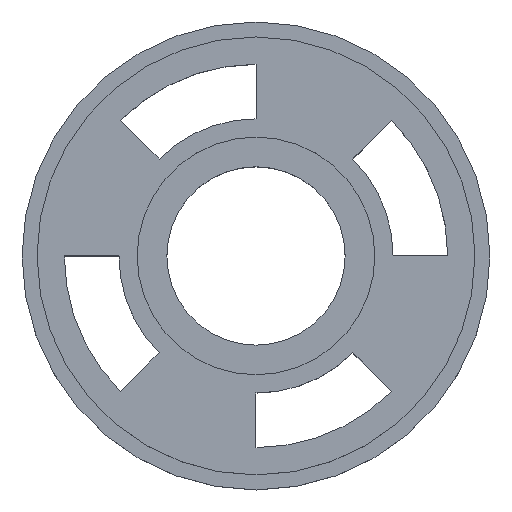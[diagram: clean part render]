
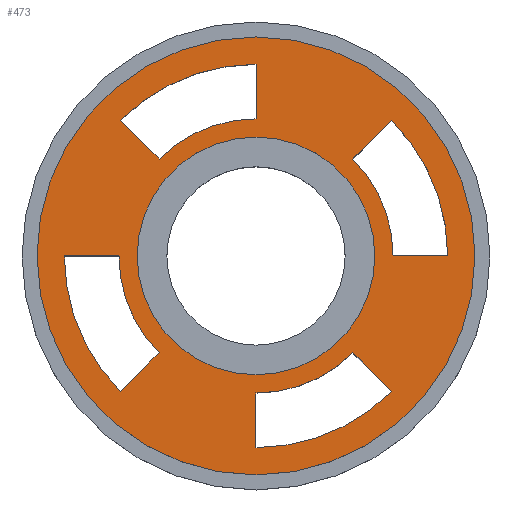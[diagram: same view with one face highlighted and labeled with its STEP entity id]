
A CAD part, top view. The second image highlights one B-rep face of the part: STEP entity #473.
In plain terms, the highlighted planar face has unit normal (0, 0, 1).
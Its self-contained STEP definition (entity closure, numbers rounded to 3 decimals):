
#18=FACE_BOUND('',#96,.T.);
#19=FACE_BOUND('',#97,.T.);
#20=FACE_BOUND('',#98,.T.);
#21=FACE_BOUND('',#99,.T.);
#22=FACE_BOUND('',#100,.T.);
#39=PLANE('',#546);
#66=FACE_OUTER_BOUND('',#95,.T.);
#95=EDGE_LOOP('',(#401));
#96=EDGE_LOOP('',(#402));
#97=EDGE_LOOP('',(#403,#404,#405,#406));
#98=EDGE_LOOP('',(#407,#408,#409,#410));
#99=EDGE_LOOP('',(#411,#412,#413,#414));
#100=EDGE_LOOP('',(#415,#416,#417,#418));
#113=LINE('',#730,#149);
#116=LINE('',#734,#152);
#121=LINE('',#754,#157);
#124=LINE('',#758,#160);
#129=LINE('',#778,#165);
#132=LINE('',#782,#168);
#137=LINE('',#803,#173);
#140=LINE('',#807,#176);
#149=VECTOR('',#590,1.);
#152=VECTOR('',#595,1.);
#157=VECTOR('',#614,1.);
#160=VECTOR('',#619,1.);
#165=VECTOR('',#638,1.);
#168=VECTOR('',#643,1.);
#173=VECTOR('',#664,1.);
#176=VECTOR('',#669,1.);
#179=CIRCLE('',#496,11.1);
#187=CIRCLE('',#507,12.799);
#188=CIRCLE('',#509,17.898);
#191=CIRCLE('',#515,12.799);
#192=CIRCLE('',#517,17.898);
#195=CIRCLE('',#523,12.799);
#196=CIRCLE('',#525,17.898);
#199=CIRCLE('',#532,12.799);
#200=CIRCLE('',#534,17.898);
#203=CIRCLE('',#540,20.447);
#206=VERTEX_POINT('',#694);
#213=VERTEX_POINT('',#713);
#215=VERTEX_POINT('',#717);
#216=VERTEX_POINT('',#721);
#218=VERTEX_POINT('',#724);
#221=VERTEX_POINT('',#737);
#223=VERTEX_POINT('',#741);
#224=VERTEX_POINT('',#745);
#226=VERTEX_POINT('',#748);
#229=VERTEX_POINT('',#761);
#231=VERTEX_POINT('',#765);
#232=VERTEX_POINT('',#769);
#234=VERTEX_POINT('',#772);
#237=VERTEX_POINT('',#786);
#239=VERTEX_POINT('',#790);
#240=VERTEX_POINT('',#794);
#242=VERTEX_POINT('',#797);
#245=VERTEX_POINT('',#811);
#248=EDGE_CURVE('',#206,#206,#179,.T.);
#260=EDGE_CURVE('',#213,#215,#187,.T.);
#262=EDGE_CURVE('',#218,#216,#188,.T.);
#265=EDGE_CURVE('',#215,#218,#113,.T.);
#268=EDGE_CURVE('',#216,#213,#116,.T.);
#272=EDGE_CURVE('',#221,#223,#191,.T.);
#274=EDGE_CURVE('',#226,#224,#192,.T.);
#277=EDGE_CURVE('',#223,#226,#121,.T.);
#280=EDGE_CURVE('',#224,#221,#124,.T.);
#284=EDGE_CURVE('',#229,#231,#195,.T.);
#286=EDGE_CURVE('',#234,#232,#196,.T.);
#289=EDGE_CURVE('',#231,#234,#129,.T.);
#292=EDGE_CURVE('',#232,#229,#132,.T.);
#296=EDGE_CURVE('',#237,#239,#199,.T.);
#298=EDGE_CURVE('',#242,#240,#200,.T.);
#301=EDGE_CURVE('',#239,#242,#137,.T.);
#304=EDGE_CURVE('',#240,#237,#140,.T.);
#307=EDGE_CURVE('',#245,#245,#203,.T.);
#401=ORIENTED_EDGE('',*,*,#307,.T.);
#402=ORIENTED_EDGE('',*,*,#248,.T.);
#403=ORIENTED_EDGE('',*,*,#262,.T.);
#404=ORIENTED_EDGE('',*,*,#268,.T.);
#405=ORIENTED_EDGE('',*,*,#260,.T.);
#406=ORIENTED_EDGE('',*,*,#265,.T.);
#407=ORIENTED_EDGE('',*,*,#274,.T.);
#408=ORIENTED_EDGE('',*,*,#280,.T.);
#409=ORIENTED_EDGE('',*,*,#272,.T.);
#410=ORIENTED_EDGE('',*,*,#277,.T.);
#411=ORIENTED_EDGE('',*,*,#286,.T.);
#412=ORIENTED_EDGE('',*,*,#292,.T.);
#413=ORIENTED_EDGE('',*,*,#284,.T.);
#414=ORIENTED_EDGE('',*,*,#289,.T.);
#415=ORIENTED_EDGE('',*,*,#298,.T.);
#416=ORIENTED_EDGE('',*,*,#304,.T.);
#417=ORIENTED_EDGE('',*,*,#296,.T.);
#418=ORIENTED_EDGE('',*,*,#301,.T.);
#473=ADVANCED_FACE('',(#66,#18,#19,#20,#21,#22),#39,.T.);
#496=AXIS2_PLACEMENT_3D('',#695,#552,#553);
#507=AXIS2_PLACEMENT_3D('',#719,#578,#579);
#509=AXIS2_PLACEMENT_3D('',#725,#583,#584);
#515=AXIS2_PLACEMENT_3D('',#743,#602,#603);
#517=AXIS2_PLACEMENT_3D('',#749,#607,#608);
#523=AXIS2_PLACEMENT_3D('',#767,#626,#627);
#525=AXIS2_PLACEMENT_3D('',#773,#631,#632);
#532=AXIS2_PLACEMENT_3D('',#792,#652,#653);
#534=AXIS2_PLACEMENT_3D('',#798,#657,#658);
#540=AXIS2_PLACEMENT_3D('',#813,#675,#676);
#546=AXIS2_PLACEMENT_3D('',#822,#688,#689);
#552=DIRECTION('center_axis',(0.,0.,-1.));
#553=DIRECTION('ref_axis',(-1.,0.,0.));
#578=DIRECTION('center_axis',(0.,0.,1.));
#579=DIRECTION('ref_axis',(0.,-1.,0.));
#583=DIRECTION('center_axis',(0.,0.,-1.));
#584=DIRECTION('ref_axis',(0.,-1.,0.));
#590=DIRECTION('',(0.707,-0.707,0.));
#595=DIRECTION('',(0.,1.,0.));
#602=DIRECTION('center_axis',(0.,0.,1.));
#603=DIRECTION('ref_axis',(-1.,0.,0.));
#607=DIRECTION('center_axis',(0.,0.,-1.));
#608=DIRECTION('ref_axis',(-1.,0.,0.));
#614=DIRECTION('',(-0.707,-0.707,0.));
#619=DIRECTION('',(1.,0.,0.));
#626=DIRECTION('center_axis',(0.,0.,1.));
#627=DIRECTION('ref_axis',(0.,1.,0.));
#631=DIRECTION('center_axis',(0.,0.,-1.));
#632=DIRECTION('ref_axis',(0.,1.,0.));
#638=DIRECTION('',(-0.707,0.707,0.));
#643=DIRECTION('',(0.,-1.,0.));
#652=DIRECTION('center_axis',(0.,0.,1.));
#653=DIRECTION('ref_axis',(1.,0.,0.));
#657=DIRECTION('center_axis',(0.,0.,-1.));
#658=DIRECTION('ref_axis',(1.,0.,0.));
#664=DIRECTION('',(0.707,0.707,0.));
#669=DIRECTION('',(-1.,0.,0.));
#675=DIRECTION('center_axis',(0.,0.,1.));
#676=DIRECTION('ref_axis',(-1.,0.,0.));
#688=DIRECTION('center_axis',(0.,0.,1.));
#689=DIRECTION('ref_axis',(1.,0.,0.));
#694=CARTESIAN_POINT('',(11.1,0.,4.));
#695=CARTESIAN_POINT('Origin',(0.,0.,4.));
#713=CARTESIAN_POINT('',(0.,-12.799,4.));
#717=CARTESIAN_POINT('',(9.05,-9.05,4.));
#719=CARTESIAN_POINT('Origin',(0.,0.,4.));
#721=CARTESIAN_POINT('',(0.,-17.898,4.));
#724=CARTESIAN_POINT('',(12.656,-12.656,4.));
#725=CARTESIAN_POINT('Origin',(0.,0.,4.));
#730=CARTESIAN_POINT('',(5.427,-5.427,4.));
#734=CARTESIAN_POINT('',(0.,-7.674,4.));
#737=CARTESIAN_POINT('',(-12.799,0.,4.));
#741=CARTESIAN_POINT('',(-9.05,-9.05,4.));
#743=CARTESIAN_POINT('Origin',(0.,0.,4.));
#745=CARTESIAN_POINT('',(-17.898,0.,4.));
#748=CARTESIAN_POINT('',(-12.656,-12.656,4.));
#749=CARTESIAN_POINT('Origin',(0.,0.,4.));
#754=CARTESIAN_POINT('',(-5.427,-5.427,4.));
#758=CARTESIAN_POINT('',(-7.674,0.,4.));
#761=CARTESIAN_POINT('',(0.,12.799,4.));
#765=CARTESIAN_POINT('',(-9.05,9.05,4.));
#767=CARTESIAN_POINT('Origin',(0.,0.,4.));
#769=CARTESIAN_POINT('',(0.,17.898,4.));
#772=CARTESIAN_POINT('',(-12.656,12.656,4.));
#773=CARTESIAN_POINT('Origin',(0.,0.,4.));
#778=CARTESIAN_POINT('',(-5.427,5.427,4.));
#782=CARTESIAN_POINT('',(0.,7.674,4.));
#786=CARTESIAN_POINT('',(12.799,0.,4.));
#790=CARTESIAN_POINT('',(9.05,9.05,4.));
#792=CARTESIAN_POINT('Origin',(0.,0.,4.));
#794=CARTESIAN_POINT('',(17.898,0.,4.));
#797=CARTESIAN_POINT('',(12.656,12.656,4.));
#798=CARTESIAN_POINT('Origin',(0.,0.,4.));
#803=CARTESIAN_POINT('',(5.427,5.427,4.));
#807=CARTESIAN_POINT('',(7.674,0.,4.));
#811=CARTESIAN_POINT('',(20.447,0.,4.));
#813=CARTESIAN_POINT('Origin',(0.,0.,4.));
#822=CARTESIAN_POINT('Origin',(0.,0.,
4.));
